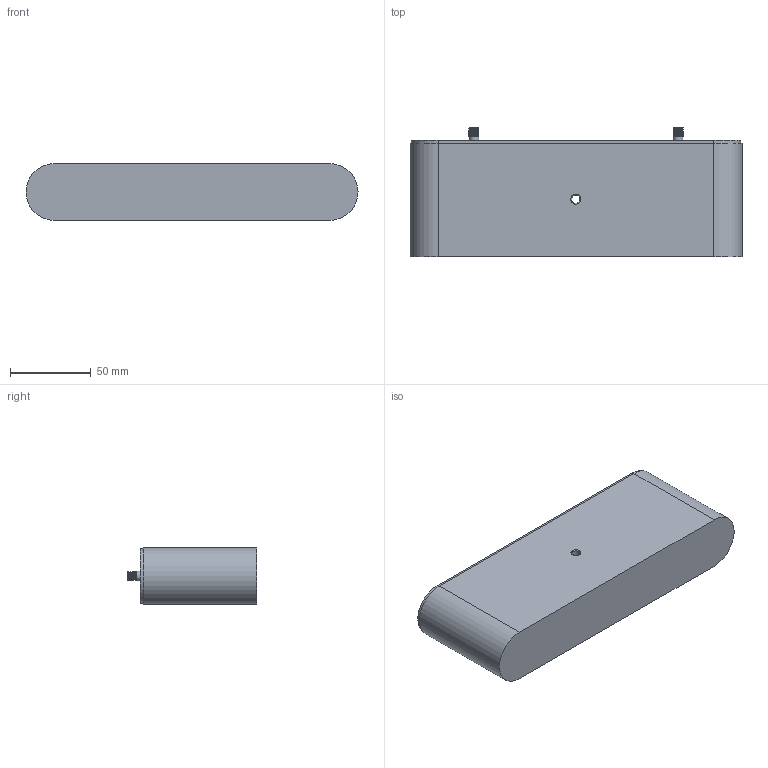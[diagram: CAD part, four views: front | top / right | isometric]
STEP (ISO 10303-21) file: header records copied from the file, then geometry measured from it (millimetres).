
FILE_DESCRIPTION(/* description */ (''),/* implementation_level */ '2;1');
FILE_NAME(/* name */ '59ad2cad-3bcc-4b29-8e5f-c1ef6c9d5e7f.stp',/* time_stamp */ '2018-02-14T19:33:35+00:00',/* author */ (''),/* organization */ (''),/* preprocessor_version */ 'ST-DEVELOPER v16.13',/* originating_system */ 'Autodesk Translation Framework v6.5.0.72',/* authorisation */ '');
FILE_SCHEMA (('AUTOMOTIVE_DESIGN { 1 0 10303 214 3 1 1 }'));
Length unit declared in the file: millimetre
Products named in the file (1): C-PAN
Bounding box: 205 x 80 x 35 mm (x, y, z)
Volume: 182693.3 mm3; surface area: 78549 mm2
Topology: 3 solids, 3 shells, 120 faces, 300 edges, 196 vertices
Faces by surface type: cylinder 56, plane 54, bspline 8, torus 2
Full cylindrical faces by diameter (mm): 4 x2, 4.811 x10, 5.168 x1, 6 x10, 6.167 x8, 15 x2
Entity records: 5476 total; most frequent: CARTESIAN_POINT 2626, ORIENTED_EDGE 596, DIRECTION 546, EDGE_CURVE 298, VERTEX_POINT 196, AXIS2_PLACEMENT_3D 196, LINE 154, VECTOR 154
